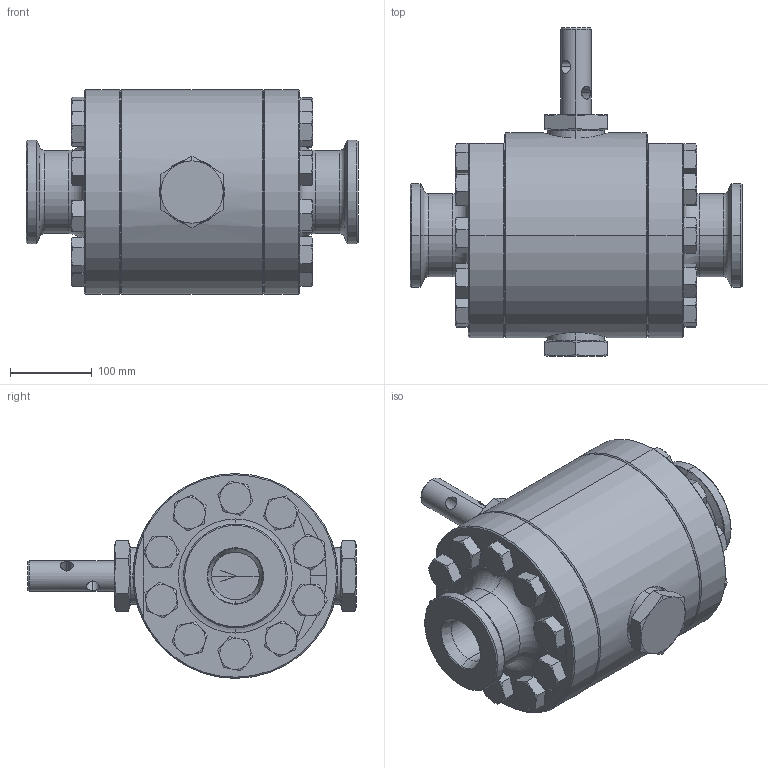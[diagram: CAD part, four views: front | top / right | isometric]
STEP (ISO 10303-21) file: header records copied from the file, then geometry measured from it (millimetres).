
FILE_DESCRIPTION (( 'STEP AP214' ), '1' );
FILE_NAME ('090010048 _SIMPLE.STEP', '2015-08-06T15:03:38', ( '' ), ( '' ), 'SwSTEP 2.0', 'SolidWorks 2015', '' );
FILE_SCHEMA (( 'AUTOMOTIVE_DESIGN' ));
Length unit declared in the file: inch
Products named in the file (1): 090010048 _SIMPLE
Bounding box: 406.4 x 401.51 x 250.82 mm (x, y, z)
Volume: 14568294.8 mm3; surface area: 503972.6 mm2
Topology: 1 solids, 24 shells, 816 faces, 1776 edges, 1036 vertices
Faces by surface type: plane 311, cone 286, cylinder 151, torus 68
Entity records: 38605 total; most frequent: CARTESIAN_POINT 11298, DIRECTION 3599, ORIENTED_EDGE 3544, EDGE_CURVE 1772, AXIS2_PLACEMENT_3D 1485, VERTEX_POINT 1036, EDGE_LOOP 890, ADVANCED_FACE 816
